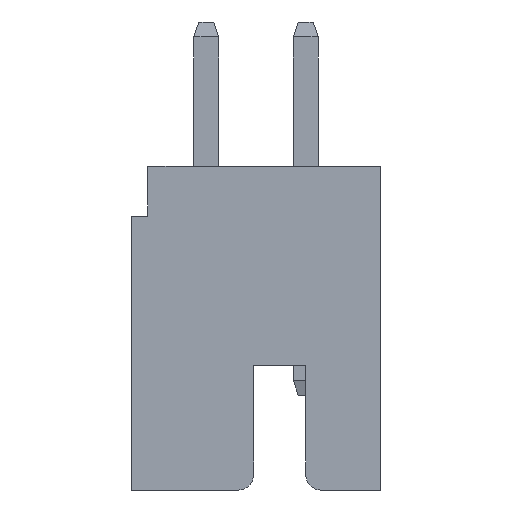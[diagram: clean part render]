
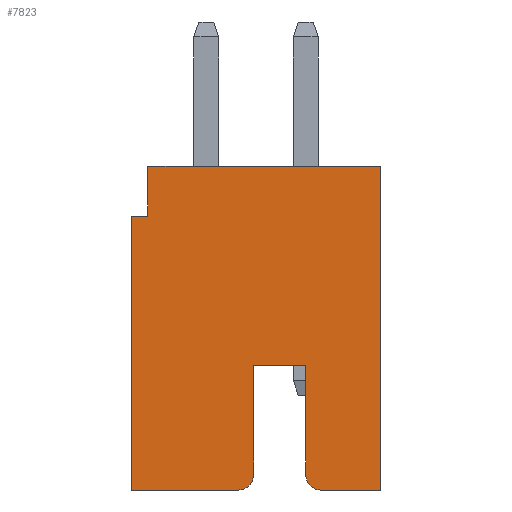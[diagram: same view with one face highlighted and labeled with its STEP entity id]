
A CAD part, left-side view. The second image highlights one B-rep face of the part: STEP entity #7823.
In plain terms, the highlighted planar face has unit normal (-1, 0, 0).
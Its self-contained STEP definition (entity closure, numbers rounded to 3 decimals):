
#58=DIRECTION('',(0.,-1.,0.));
#59=VECTOR('',#58,2.15);
#60=CARTESIAN_POINT('',(-12.95,2.5,0.));
#61=LINE('',#60,#59);
#90=DIRECTION('',(0.,-1.,0.));
#91=VECTOR('',#90,1.2);
#92=CARTESIAN_POINT('',(-12.95,-1.3,0.));
#93=LINE('',#92,#91);
#630=CARTESIAN_POINT('',(-12.95,-1.3,0.3));
#631=DIRECTION('',(-1.,0.,0.));
#632=DIRECTION('',(0.,1.,0.));
#633=AXIS2_PLACEMENT_3D('',#630,#631,#632);
#635=DIRECTION('',(0.,0.,1.));
#636=VECTOR('',#635,2.2);
#637=CARTESIAN_POINT('',(-12.95,-1.,0.3));
#638=LINE('',#637,#636);
#639=DIRECTION('',(0.,1.,0.));
#640=VECTOR('',#639,1.05);
#641=CARTESIAN_POINT('',(-12.95,-1.,2.5));
#642=LINE('',#641,#640);
#643=DIRECTION('',(0.,0.,1.));
#644=VECTOR('',#643,2.2);
#645=CARTESIAN_POINT('',(-12.95,0.05,0.3));
#646=LINE('',#645,#644);
#647=CARTESIAN_POINT('',(-12.95,0.35,0.3));
#648=DIRECTION('',(-1.,0.,0.));
#649=DIRECTION('',(0.,0.,-1.));
#650=AXIS2_PLACEMENT_3D('',#647,#648,#649);
#652=DIRECTION('',(0.,0.,1.));
#653=VECTOR('',#652,5.5);
#654=CARTESIAN_POINT('',(-12.95,2.5,0.));
#655=LINE('',#654,#653);
#656=DIRECTION('',(0.,-1.,0.));
#657=VECTOR('',#656,0.33);
#658=CARTESIAN_POINT('',(-12.95,2.5,5.5));
#659=LINE('',#658,#657);
#660=DIRECTION('',(0.,0.,-1.));
#661=VECTOR('',#660,1.);
#662=CARTESIAN_POINT('',(-12.95,2.17,6.5));
#663=LINE('',#662,#661);
#1618=DIRECTION('',(0.,0.,1.));
#1619=VECTOR('',#1618,6.5);
#1620=CARTESIAN_POINT('',(-12.95,-2.5,0.));
#1621=LINE('',#1620,#1619);
#1932=DIRECTION('',(0.,-1.,0.));
#1933=VECTOR('',#1932,4.67);
#1934=CARTESIAN_POINT('',(-12.95,2.17,6.5));
#1935=LINE('',#1934,#1933);
#5458=CARTESIAN_POINT('',(-12.95,-2.5,0.));
#5459=CARTESIAN_POINT('',(-12.95,-2.5,6.5));
#5460=VERTEX_POINT('',#5458);
#5461=VERTEX_POINT('',#5459);
#5466=CARTESIAN_POINT('',(-12.95,2.5,5.5));
#5467=CARTESIAN_POINT('',(-12.95,2.17,5.5));
#5468=VERTEX_POINT('',#5466);
#5469=VERTEX_POINT('',#5467);
#5470=CARTESIAN_POINT('',(-12.95,2.17,6.5));
#5471=VERTEX_POINT('',#5470);
#5478=CARTESIAN_POINT('',(-12.95,2.5,0.));
#5479=VERTEX_POINT('',#5478);
#5522=CARTESIAN_POINT('',(-12.95,-1.,2.5));
#5523=CARTESIAN_POINT('',(-12.95,0.05,2.5));
#5524=VERTEX_POINT('',#5522);
#5525=VERTEX_POINT('',#5523);
#5734=CARTESIAN_POINT('',(-12.95,-1.,0.3));
#5735=VERTEX_POINT('',#5734);
#5736=CARTESIAN_POINT('',(-12.95,-1.3,0.));
#5737=VERTEX_POINT('',#5736);
#5738=CARTESIAN_POINT('',(-12.95,0.35,0.));
#5739=CARTESIAN_POINT('',(-12.95,0.05,0.3));
#5740=VERTEX_POINT('',#5738);
#5741=VERTEX_POINT('',#5739);
#7797=CARTESIAN_POINT('',(-12.95,2.5,0.));
#7798=DIRECTION('',(-1.,0.,0.));
#7799=DIRECTION('',(0.,-1.,0.));
#7800=AXIS2_PLACEMENT_3D('',#7797,#7798,#7799);
#7801=PLANE('',#7800);
#7803=ORIENTED_EDGE('',*,*,#7802,.F.);
#7805=ORIENTED_EDGE('',*,*,#7804,.T.);
#7807=ORIENTED_EDGE('',*,*,#7806,.T.);
#7809=ORIENTED_EDGE('',*,*,#7808,.F.);
#7811=ORIENTED_EDGE('',*,*,#7810,.F.);
#7812=ORIENTED_EDGE('',*,*,#7179,.F.);
#7813=ORIENTED_EDGE('',*,*,#7252,.T.);
#7814=ORIENTED_EDGE('',*,*,#7727,.T.);
#7815=ORIENTED_EDGE('',*,*,#7645,.F.);
#7817=ORIENTED_EDGE('',*,*,#7816,.T.);
#7819=ORIENTED_EDGE('',*,*,#7818,.F.);
#7820=ORIENTED_EDGE('',*,*,#7203,.F.);
#7821=EDGE_LOOP('',(#7803,#7805,#7807,#7809,#7811,#7812,#7813,#7814,#7815,#7817,
#7819,#7820));
#7822=FACE_OUTER_BOUND('',#7821,.F.);
#634=CIRCLE('',#633,0.3);
#651=CIRCLE('',#650,0.3);
#7179=EDGE_CURVE('',#5479,#5740,#61,.T.);
#7203=EDGE_CURVE('',#5737,#5460,#93,.T.);
#7252=EDGE_CURVE('',#5479,#5468,#655,.T.);
#7645=EDGE_CURVE('',#5471,#5469,#663,.T.);
#7727=EDGE_CURVE('',#5468,#5469,#659,.T.);
#7802=EDGE_CURVE('',#5735,#5737,#634,.T.);
#7804=EDGE_CURVE('',#5735,#5524,#638,.T.);
#7806=EDGE_CURVE('',#5524,#5525,#642,.T.);
#7808=EDGE_CURVE('',#5741,#5525,#646,.T.);
#7810=EDGE_CURVE('',#5740,#5741,#651,.T.);
#7816=EDGE_CURVE('',#5471,#5461,#1935,.T.);
#7818=EDGE_CURVE('',#5460,#5461,#1621,.T.);
#7823=ADVANCED_FACE('',(#7822),#7801,.T.);
